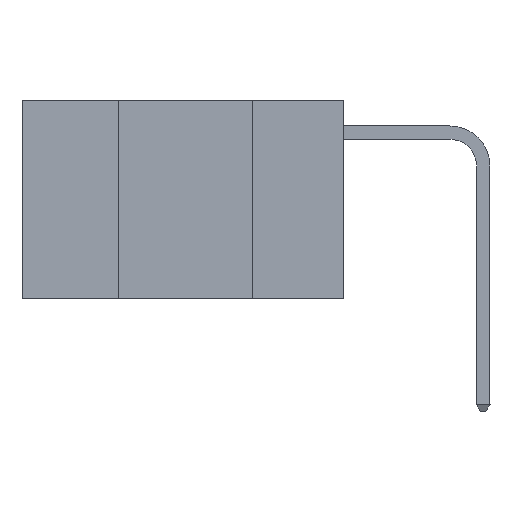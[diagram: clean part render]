
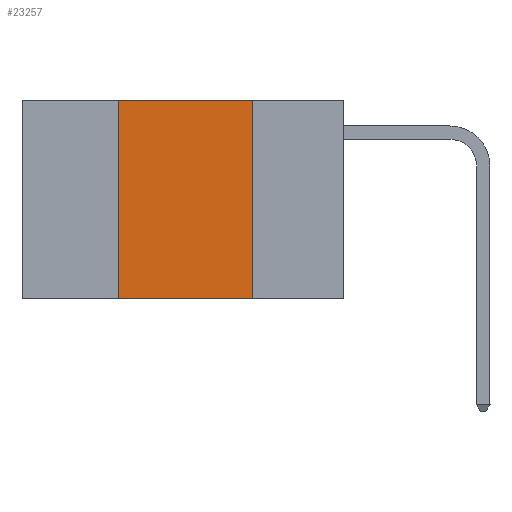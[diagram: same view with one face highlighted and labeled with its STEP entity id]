
A CAD part, left-side view. The second image highlights one B-rep face of the part: STEP entity #23257.
In plain terms, the highlighted planar face has unit normal (-1, 0, 0).
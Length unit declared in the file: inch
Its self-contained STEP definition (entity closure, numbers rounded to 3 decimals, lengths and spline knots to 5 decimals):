
#12 = ORIENTED_EDGE ( 'NONE', *, *, #16058, .T. ) ;
#215 = CARTESIAN_POINT ( 'NONE',  ( 0., 0.6, -0.37 ) ) ;
#2099 = ORIENTED_EDGE ( 'NONE', *, *, #21844, .F. ) ;
#2589 = ORIENTED_EDGE ( 'NONE', *, *, #17027, .F. ) ;
#3000 = CARTESIAN_POINT ( 'NONE',  ( 0., 0.17, 0. ) ) ;
#3478 = VERTEX_POINT ( 'NONE', #3000 ) ;
#3895 = CARTESIAN_POINT ( 'NONE',  ( 0., 0.42, -0.37 ) ) ;
#4153 = VECTOR ( 'NONE', #14206, 39.37008 ) ;
#5128 = EDGE_LOOP ( 'NONE', ( #2589, #22514, #2099, #12 ) ) ;
#5637 = DIRECTION ( 'NONE',  ( 1., 0., 0. ) ) ;
#8177 = LINE ( 'NONE', #16133, #11595 ) ;
#8620 = VERTEX_POINT ( 'NONE', #22777 ) ;
#9266 = EDGE_CURVE ( 'NONE', #8620, #3478, #22337, .T. ) ;
#11595 = VECTOR ( 'NONE', #23734, 39.37008 ) ;
#11849 = VERTEX_POINT ( 'NONE', #3895 ) ;
#13157 = CARTESIAN_POINT ( 'NONE',  ( 0., 0.17, -0.37 ) ) ;
#13204 = LINE ( 'NONE', #17005, #23492 ) ;
#14206 = DIRECTION ( 'NONE',  ( 0., -1., 0. ) ) ;
#14289 = LINE ( 'NONE', #215, #23253 ) ;
#16058 = EDGE_CURVE ( 'NONE', #11849, #16974, #14289, .T. ) ;
#16133 = CARTESIAN_POINT ( 'NONE',  ( 0., 0.17, 0. ) ) ;
#16172 = CARTESIAN_POINT ( 'NONE',  ( 0., 0.6, 0. ) ) ;
#16974 = VERTEX_POINT ( 'NONE', #13157 ) ;
#17005 = CARTESIAN_POINT ( 'NONE',  ( 0., 0.42, 0. ) ) ;
#17027 = EDGE_CURVE ( 'NONE', #3478, #16974, #8177, .T. ) ;
#19249 = DIRECTION ( 'NONE',  ( 0., 0., -1. ) ) ;
#20223 = AXIS2_PLACEMENT_3D ( 'NONE', #23411, #5637, #19249 ) ;
#21844 = EDGE_CURVE ( 'NONE', #11849, #8620, #13204, .T. ) ;
#22154 = DIRECTION ( 'NONE',  ( 0., -1., 0. ) ) ;
#22337 = LINE ( 'NONE', #16172, #4153 ) ;
#22514 = ORIENTED_EDGE ( 'NONE', *, *, #9266, .F. ) ;
#22777 = CARTESIAN_POINT ( 'NONE',  ( 0., 0.42, 0. ) ) ;
#23253 = VECTOR ( 'NONE', #22154, 39.37008 ) ;
#23257 = ADVANCED_FACE ( 'NONE', ( #25372 ), #23552, .F. ) ;
#23411 = CARTESIAN_POINT ( 'NONE',  ( 0., 0.6, 0. ) ) ;
#23492 = VECTOR ( 'NONE', #24978, 39.37008 ) ;
#23552 = PLANE ( 'NONE',  #20223 ) ;
#23734 = DIRECTION ( 'NONE',  ( 0., 0., -1. ) ) ;
#24978 = DIRECTION ( 'NONE',  ( 0., 0., 1. ) ) ;
#25372 = FACE_OUTER_BOUND ( 'NONE', #5128, .T. ) ;
